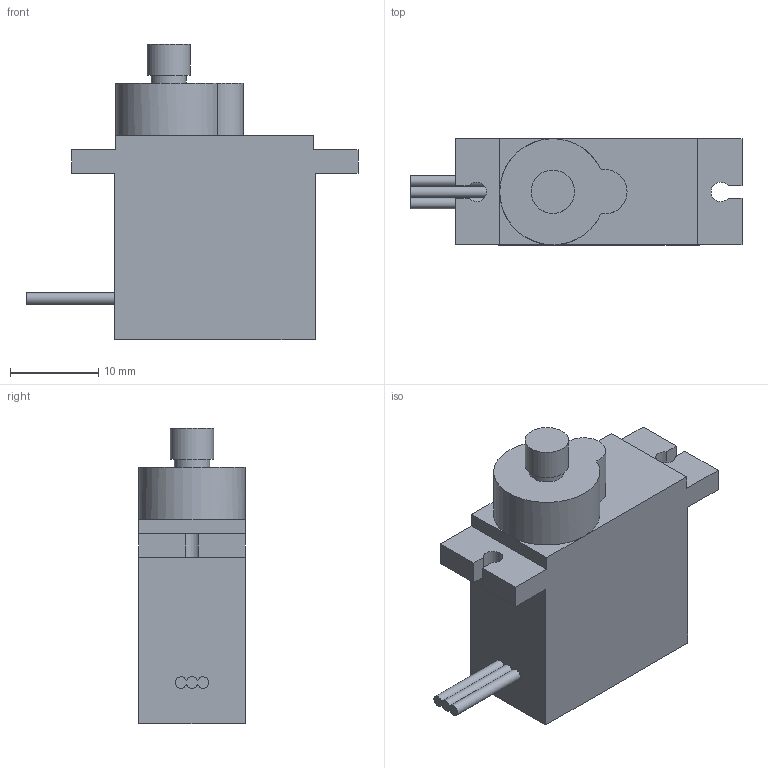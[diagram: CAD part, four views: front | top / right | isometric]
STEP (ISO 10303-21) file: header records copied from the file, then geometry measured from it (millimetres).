
FILE_DESCRIPTION(('FreeCAD Model'),'2;1');
FILE_NAME('Open CASCADE Shape Model','2022-07-13T18:49:57',(''),(''), 'Open CASCADE STEP processor 7.5','FreeCAD','Unknown');
FILE_SCHEMA(('AUTOMOTIVE_DESIGN { 1 0 10303 214 1 1 1 1 }'));
Length unit declared in the file: millimetre
Products named in the file (3): MG90S; MG90SBody; LCS_Shaft_top
Assembly tree (4 placements, depth 2):
  MG90S
    MG90SBody
    LCS_Shaft_top  x3
Bounding box: 37.55 x 12 x 33.4 mm (x, y, z)
Volume: 7414.3 mm3; surface area: 2877.3 mm2
Topology: 1 solids, 1 shells, 36 faces, 90 edges, 59 vertices
Faces by surface type: plane 26, cylinder 10
Full cylindrical faces by diameter (mm): 4 x1, 4.9 x1
Entity records: 2576 total; most frequent: CARTESIAN_POINT 430, DIRECTION 365, LINE 224, VECTOR 224, ORIENTED_EDGE 180, PCURVE 180, DEFINITIONAL_REPRESENTATION 180, EDGE_CURVE 90
